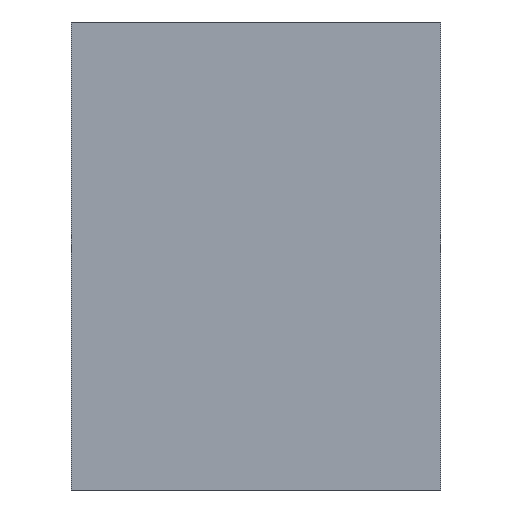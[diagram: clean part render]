
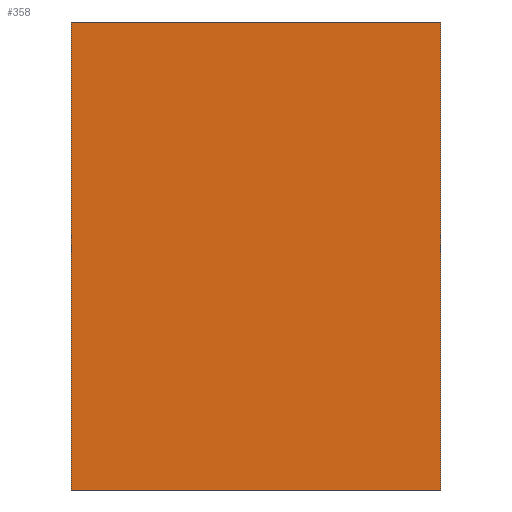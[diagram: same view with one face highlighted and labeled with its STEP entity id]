
A CAD part, left-side view. The second image highlights one B-rep face of the part: STEP entity #358.
In plain terms, the highlighted planar face has unit normal (-1, 0, 0).
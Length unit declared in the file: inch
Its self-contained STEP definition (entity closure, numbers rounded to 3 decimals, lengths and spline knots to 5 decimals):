
#62=FACE_OUTER_BOUND('',#92,.T.);
#92=EDGE_LOOP('',(#325,#326,#327,#328));
#120=LINE('',#581,#154);
#122=LINE('',#585,#156);
#124=LINE('',#589,#158);
#126=LINE('',#592,#160);
#154=VECTOR('',#484,0.3937);
#156=VECTOR('',#488,0.3937);
#158=VECTOR('',#492,0.3937);
#160=VECTOR('',#496,0.3937);
#187=VERTEX_POINT('',#578);
#188=VERTEX_POINT('',#580);
#189=VERTEX_POINT('',#584);
#190=VERTEX_POINT('',#588);
#230=EDGE_CURVE('',#188,#187,#120,.T.);
#232=EDGE_CURVE('',#189,#188,#122,.T.);
#234=EDGE_CURVE('',#190,#189,#124,.T.);
#236=EDGE_CURVE('',#187,#190,#126,.T.);
#325=ORIENTED_EDGE('',*,*,#236,.T.);
#326=ORIENTED_EDGE('',*,*,#234,.T.);
#327=ORIENTED_EDGE('',*,*,#232,.T.);
#328=ORIENTED_EDGE('',*,*,#230,.T.);
#340=PLANE('',#402);
#358=ADVANCED_FACE('',(#62),#340,.T.);
#402=AXIS2_PLACEMENT_3D('',#593,#497,#498);
#484=DIRECTION('',(0.,0.,1.));
#488=DIRECTION('',(0.,-1.,0.));
#492=DIRECTION('',(0.,0.,-1.));
#496=DIRECTION('',(0.,1.,0.));
#497=DIRECTION('center_axis',(-1.,0.,0.));
#498=DIRECTION('ref_axis',(0.,0.,1.));
#578=CARTESIAN_POINT('',(-3.125,-0.125,23.85));
#580=CARTESIAN_POINT('',(-3.125,-0.125,21.));
#581=CARTESIAN_POINT('',(-3.125,-0.125,23.85));
#584=CARTESIAN_POINT('',(-3.125,2.125,21.));
#585=CARTESIAN_POINT('',(-3.125,2.125,21.));
#588=CARTESIAN_POINT('',(-3.125,2.125,23.85));
#589=CARTESIAN_POINT('',(-3.125,2.125,23.85));
#592=CARTESIAN_POINT('',(-3.125,0.,23.85));
#593=CARTESIAN_POINT('Origin',(-3.125,1.,22.425));
